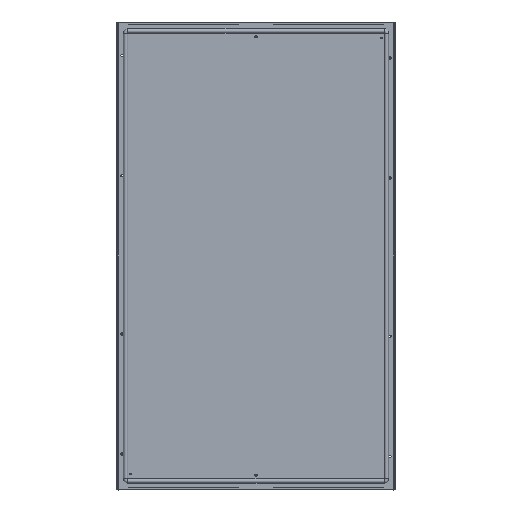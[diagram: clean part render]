
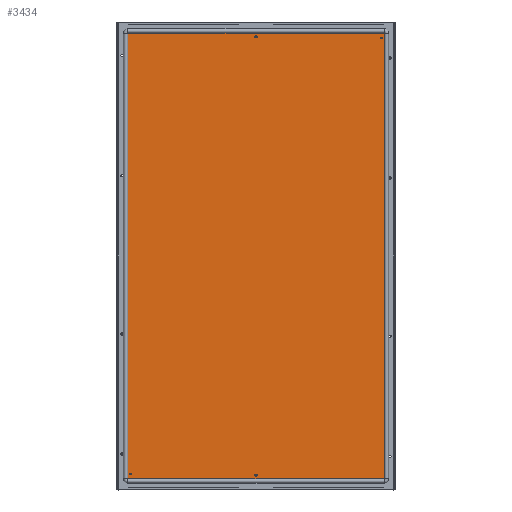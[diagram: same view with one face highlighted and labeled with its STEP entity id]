
A CAD part, left-side view. The second image highlights one B-rep face of the part: STEP entity #3434.
In plain terms, the highlighted planar face has unit normal (-1, 0, 0).
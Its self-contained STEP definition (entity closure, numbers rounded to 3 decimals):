
#61=CARTESIAN_POINT('Vertex',(0.,-537.609,930.)) ;
#66=CARTESIAN_POINT('Axis2P3D Location',(0.,-534.209,930.)) ;
#70=CARTESIAN_POINT('Vertex',(0.,-530.809,930.)) ;
#92=CARTESIAN_POINT('Axis2P3D Location',(0.,-534.209,930.)) ;
#142=CARTESIAN_POINT('Axis2P3D Location',(0.,-546.709,-950.5)) ;
#146=CARTESIAN_POINT('Vertex',(0.,-546.709,-951.)) ;
#148=CARTESIAN_POINT('Vertex',(0.,-547.209,-950.5)) ;
#186=CARTESIAN_POINT('Vertex',(0.,546.709,-951.)) ;
#196=CARTESIAN_POINT('Line Origine',(0.,0.,-951.)) ;
#213=CARTESIAN_POINT('Axis2P3D Location',(0.,546.709,-950.5)) ;
#217=CARTESIAN_POINT('Vertex',(0.,547.209,-950.5)) ;
#248=CARTESIAN_POINT('Vertex',(0.,547.209,950.5)) ;
#258=CARTESIAN_POINT('Line Origine',(0.,547.209,0.)) ;
#275=CARTESIAN_POINT('Axis2P3D Location',(0.,546.709,950.5)) ;
#279=CARTESIAN_POINT('Vertex',(0.,546.709,951.)) ;
#310=CARTESIAN_POINT('Vertex',(0.,-547.209,951.)) ;
#320=CARTESIAN_POINT('Line Origine',(0.,-0.25,951.)) ;
#349=CARTESIAN_POINT('Line Origine',(0.,-547.209,0.25)) ;
#370=CARTESIAN_POINT('Vertex',(0.,530.809,-930.)) ;
#375=CARTESIAN_POINT('Axis2P3D Location',(0.,534.209,-930.)) ;
#379=CARTESIAN_POINT('Vertex',(0.,537.609,-930.)) ;
#401=CARTESIAN_POINT('Axis2P3D Location',(0.,534.209,-930.)) ;
#418=CARTESIAN_POINT('Axis2P3D Location',(0.,586.302,998.)) ;
#3351=CARTESIAN_POINT('Control Point',(0.,-5.,935.)) ;
#3352=CARTESIAN_POINT('Control Point',(0.,-5.,934.215)) ;
#3353=CARTESIAN_POINT('Control Point',(0.,-4.846,933.429)) ;
#3354=CARTESIAN_POINT('Control Point',(0.,-4.537,932.684)) ;
#3355=CARTESIAN_POINT('Control Point',(0.,-3.645,931.355)) ;
#3356=CARTESIAN_POINT('Control Point',(0.,-2.316,930.463)) ;
#3357=CARTESIAN_POINT('Control Point',(0.,-1.571,930.154)) ;
#3358=CARTESIAN_POINT('Control Point',(0.,0.,929.846)) ;
#3359=CARTESIAN_POINT('Control Point',(0.,1.571,930.154)) ;
#3360=CARTESIAN_POINT('Control Point',(0.,2.316,930.463)) ;
#3361=CARTESIAN_POINT('Control Point',(0.,3.645,931.355)) ;
#3362=CARTESIAN_POINT('Control Point',(0.,4.537,932.684)) ;
#3363=CARTESIAN_POINT('Control Point',(0.,4.846,933.429)) ;
#3364=CARTESIAN_POINT('Control Point',(0.,5.,934.215)) ;
#3365=CARTESIAN_POINT('Control Point',(0.,5.,935.)) ;
#3366=CARTESIAN_POINT('Vertex',(0.,-5.,935.)) ;
#3368=CARTESIAN_POINT('Vertex',(0.,5.,935.)) ;
#3372=CARTESIAN_POINT('Control Point',(0.,5.,935.)) ;
#3373=CARTESIAN_POINT('Control Point',(0.,5.,935.785)) ;
#3374=CARTESIAN_POINT('Control Point',(0.,4.846,936.571)) ;
#3375=CARTESIAN_POINT('Control Point',(0.,4.537,937.316)) ;
#3376=CARTESIAN_POINT('Control Point',(0.,3.645,938.645)) ;
#3377=CARTESIAN_POINT('Control Point',(0.,2.316,939.537)) ;
#3378=CARTESIAN_POINT('Control Point',(0.,1.571,939.846)) ;
#3379=CARTESIAN_POINT('Control Point',(0.,0.,940.154)) ;
#3380=CARTESIAN_POINT('Control Point',(0.,-1.571,939.846)) ;
#3381=CARTESIAN_POINT('Control Point',(0.,-2.316,939.537)) ;
#3382=CARTESIAN_POINT('Control Point',(0.,-3.645,938.645)) ;
#3383=CARTESIAN_POINT('Control Point',(0.,-4.537,937.316)) ;
#3384=CARTESIAN_POINT('Control Point',(0.,-4.846,936.571)) ;
#3385=CARTESIAN_POINT('Control Point',(0.,-5.,935.785)) ;
#3386=CARTESIAN_POINT('Control Point',(0.,-5.,935.)) ;
#3393=CARTESIAN_POINT('Control Point',(0.,-5.,-935.)) ;
#3394=CARTESIAN_POINT('Control Point',(0.,-5.,-935.785)) ;
#3395=CARTESIAN_POINT('Control Point',(0.,-4.846,-936.571)) ;
#3396=CARTESIAN_POINT('Control Point',(0.,-4.537,-937.316)) ;
#3397=CARTESIAN_POINT('Control Point',(0.,-3.645,-938.645)) ;
#3398=CARTESIAN_POINT('Control Point',(0.,-2.316,-939.537)) ;
#3399=CARTESIAN_POINT('Control Point',(0.,-1.571,-939.846)) ;
#3400=CARTESIAN_POINT('Control Point',(0.,0.,-940.154)) ;
#3401=CARTESIAN_POINT('Control Point',(0.,1.571,-939.846)) ;
#3402=CARTESIAN_POINT('Control Point',(0.,2.316,-939.537)) ;
#3403=CARTESIAN_POINT('Control Point',(0.,3.645,-938.645)) ;
#3404=CARTESIAN_POINT('Control Point',(0.,4.537,-937.316)) ;
#3405=CARTESIAN_POINT('Control Point',(0.,4.846,-936.571)) ;
#3406=CARTESIAN_POINT('Control Point',(0.,5.,-935.785)) ;
#3407=CARTESIAN_POINT('Control Point',(0.,5.,-935.)) ;
#3408=CARTESIAN_POINT('Vertex',(0.,-5.,-935.)) ;
#3410=CARTESIAN_POINT('Vertex',(0.,5.,-935.)) ;
#3414=CARTESIAN_POINT('Control Point',(0.,5.,-935.)) ;
#3415=CARTESIAN_POINT('Control Point',(0.,5.,-934.215)) ;
#3416=CARTESIAN_POINT('Control Point',(0.,4.846,-933.429)) ;
#3417=CARTESIAN_POINT('Control Point',(0.,4.537,-932.684)) ;
#3418=CARTESIAN_POINT('Control Point',(0.,3.645,-931.355)) ;
#3419=CARTESIAN_POINT('Control Point',(0.,2.316,-930.463)) ;
#3420=CARTESIAN_POINT('Control Point',(0.,1.571,-930.154)) ;
#3421=CARTESIAN_POINT('Control Point',(0.,0.,-929.846)) ;
#3422=CARTESIAN_POINT('Control Point',(0.,-1.571,-930.154)) ;
#3423=CARTESIAN_POINT('Control Point',(0.,-2.316,-930.463)) ;
#3424=CARTESIAN_POINT('Control Point',(0.,-3.645,-931.355)) ;
#3425=CARTESIAN_POINT('Control Point',(0.,-4.537,-932.684)) ;
#3426=CARTESIAN_POINT('Control Point',(0.,-4.846,-933.429)) ;
#3427=CARTESIAN_POINT('Control Point',(0.,-5.,-934.215)) ;
#3428=CARTESIAN_POINT('Control Point',(0.,-5.,-935.)) ;
#67=DIRECTION('Axis2P3D Direction',(-1.,-0.,0.)) ;
#93=DIRECTION('Axis2P3D Direction',(-1.,-0.,0.)) ;
#143=DIRECTION('Axis2P3D Direction',(-1.,0.,-0.)) ;
#197=DIRECTION('Vector Direction',(0.,-1.,0.)) ;
#214=DIRECTION('Axis2P3D Direction',(-1.,0.,0.)) ;
#259=DIRECTION('Vector Direction',(0.,0.,-1.)) ;
#276=DIRECTION('Axis2P3D Direction',(-1.,0.,0.)) ;
#321=DIRECTION('Vector Direction',(0.,1.,0.)) ;
#350=DIRECTION('Vector Direction',(0.,0.,1.)) ;
#376=DIRECTION('Axis2P3D Direction',(-1.,-0.,0.)) ;
#402=DIRECTION('Axis2P3D Direction',(-1.,-0.,0.)) ;
#419=DIRECTION('Axis2P3D Direction',(1.,0.,0.)) ;
#420=DIRECTION('Axis2P3D XDirection',(0.,-1.,0.)) ;
#68=AXIS2_PLACEMENT_3D('Circle Axis2P3D',#66,#67,$) ;
#94=AXIS2_PLACEMENT_3D('Circle Axis2P3D',#92,#93,$) ;
#144=AXIS2_PLACEMENT_3D('Circle Axis2P3D',#142,#143,$) ;
#215=AXIS2_PLACEMENT_3D('Circle Axis2P3D',#213,#214,$) ;
#277=AXIS2_PLACEMENT_3D('Circle Axis2P3D',#275,#276,$) ;
#377=AXIS2_PLACEMENT_3D('Circle Axis2P3D',#375,#376,$) ;
#403=AXIS2_PLACEMENT_3D('Circle Axis2P3D',#401,#402,$) ;
#421=AXIS2_PLACEMENT_3D('Plane Axis2P3D',#418,#419,#420) ;
#3334=ORIENTED_EDGE('',*,*,#353,.F.) ;
#3335=ORIENTED_EDGE('',*,*,#324,.F.) ;
#3336=ORIENTED_EDGE('',*,*,#281,.T.) ;
#3337=ORIENTED_EDGE('',*,*,#262,.F.) ;
#3338=ORIENTED_EDGE('',*,*,#219,.T.) ;
#3339=ORIENTED_EDGE('',*,*,#200,.F.) ;
#3340=ORIENTED_EDGE('',*,*,#150,.T.) ;
#3343=ORIENTED_EDGE('',*,*,#96,.F.) ;
#3344=ORIENTED_EDGE('',*,*,#72,.F.) ;
#3347=ORIENTED_EDGE('',*,*,#405,.F.) ;
#3348=ORIENTED_EDGE('',*,*,#381,.F.) ;
#3389=ORIENTED_EDGE('',*,*,#3370,.T.) ;
#3390=ORIENTED_EDGE('',*,*,#3387,.T.) ;
#3431=ORIENTED_EDGE('',*,*,#3412,.T.) ;
#3432=ORIENTED_EDGE('',*,*,#3429,.T.) ;
#3345=FACE_BOUND('',#3342,.T.) ;
#3349=FACE_BOUND('',#3346,.T.) ;
#3391=FACE_BOUND('',#3388,.T.) ;
#3433=FACE_BOUND('',#3430,.T.) ;
#198=VECTOR('Line Direction',#197,1.) ;
#260=VECTOR('Line Direction',#259,1.) ;
#322=VECTOR('Line Direction',#321,1.) ;
#351=VECTOR('Line Direction',#350,1.) ;
#3434=ADVANCED_FACE('Body.5',(#3341,#3345,#3349,#3391,#3433),#422,.F.) ;
#3350=B_SPLINE_CURVE_WITH_KNOTS('',5,(#3351,#3352,#3353,#3354,#3355,#3356,#3357,#3358,#3359,#3360,#3361,#3362,#3363,#3364,#3365),.UNSPECIFIED.,.F.,.U.,(6,3,3,3,6),(0.,3.927,7.854,11.781,15.708),.UNSPECIFIED.) ;
#3371=B_SPLINE_CURVE_WITH_KNOTS('',5,(#3372,#3373,#3374,#3375,#3376,#3377,#3378,#3379,#3380,#3381,#3382,#3383,#3384,#3385,#3386),.UNSPECIFIED.,.F.,.U.,(6,3,3,3,6),(15.708,19.635,23.562,27.489,31.416),.UNSPECIFIED.) ;
#3392=B_SPLINE_CURVE_WITH_KNOTS('',5,(#3393,#3394,#3395,#3396,#3397,#3398,#3399,#3400,#3401,#3402,#3403,#3404,#3405,#3406,#3407),.UNSPECIFIED.,.F.,.U.,(6,3,3,3,6),(0.,3.927,7.854,11.781,15.708),.UNSPECIFIED.) ;
#3413=B_SPLINE_CURVE_WITH_KNOTS('',5,(#3414,#3415,#3416,#3417,#3418,#3419,#3420,#3421,#3422,#3423,#3424,#3425,#3426,#3427,#3428),.UNSPECIFIED.,.F.,.U.,(6,3,3,3,6),(15.708,19.635,23.562,27.489,31.416),.UNSPECIFIED.) ;
#69=CIRCLE('generated circle',#68,3.4) ;
#95=CIRCLE('generated circle',#94,3.4) ;
#145=CIRCLE('generated circle',#144,0.5) ;
#216=CIRCLE('generated circle',#215,0.5) ;
#278=CIRCLE('generated circle',#277,0.5) ;
#378=CIRCLE('generated circle',#377,3.4) ;
#404=CIRCLE('generated circle',#403,3.4) ;
#72=EDGE_CURVE('',#62,#71,#69,.T.) ;
#96=EDGE_CURVE('',#71,#62,#95,.T.) ;
#150=EDGE_CURVE('',#147,#149,#145,.T.) ;
#200=EDGE_CURVE('',#147,#187,#199,.F.) ;
#219=EDGE_CURVE('',#218,#187,#216,.T.) ;
#262=EDGE_CURVE('',#218,#249,#261,.F.) ;
#281=EDGE_CURVE('',#280,#249,#278,.T.) ;
#324=EDGE_CURVE('',#280,#311,#323,.F.) ;
#353=EDGE_CURVE('',#311,#149,#352,.F.) ;
#381=EDGE_CURVE('',#371,#380,#378,.T.) ;
#405=EDGE_CURVE('',#380,#371,#404,.T.) ;
#3370=EDGE_CURVE('',#3367,#3369,#3350,.T.) ;
#3387=EDGE_CURVE('',#3369,#3367,#3371,.T.) ;
#3412=EDGE_CURVE('',#3409,#3411,#3392,.T.) ;
#3429=EDGE_CURVE('',#3411,#3409,#3413,.T.) ;
#3333=EDGE_LOOP('',(#3334,#3335,#3336,#3337,#3338,#3339,#3340)) ;
#3342=EDGE_LOOP('',(#3343,#3344)) ;
#3346=EDGE_LOOP('',(#3347,#3348)) ;
#3388=EDGE_LOOP('',(#3389,#3390)) ;
#3430=EDGE_LOOP('',(#3431,#3432)) ;
#3341=FACE_OUTER_BOUND('',#3333,.T.) ;
#199=LINE('Line',#196,#198) ;
#261=LINE('Line',#258,#260) ;
#323=LINE('Line',#320,#322) ;
#352=LINE('Line',#349,#351) ;
#422=PLANE('',#421) ;
#62=VERTEX_POINT('',#61) ;
#71=VERTEX_POINT('',#70) ;
#147=VERTEX_POINT('',#146) ;
#149=VERTEX_POINT('',#148) ;
#187=VERTEX_POINT('',#186) ;
#218=VERTEX_POINT('',#217) ;
#249=VERTEX_POINT('',#248) ;
#280=VERTEX_POINT('',#279) ;
#311=VERTEX_POINT('',#310) ;
#371=VERTEX_POINT('',#370) ;
#380=VERTEX_POINT('',#379) ;
#3367=VERTEX_POINT('',#3366) ;
#3369=VERTEX_POINT('',#3368) ;
#3409=VERTEX_POINT('',#3408) ;
#3411=VERTEX_POINT('',#3410) ;
